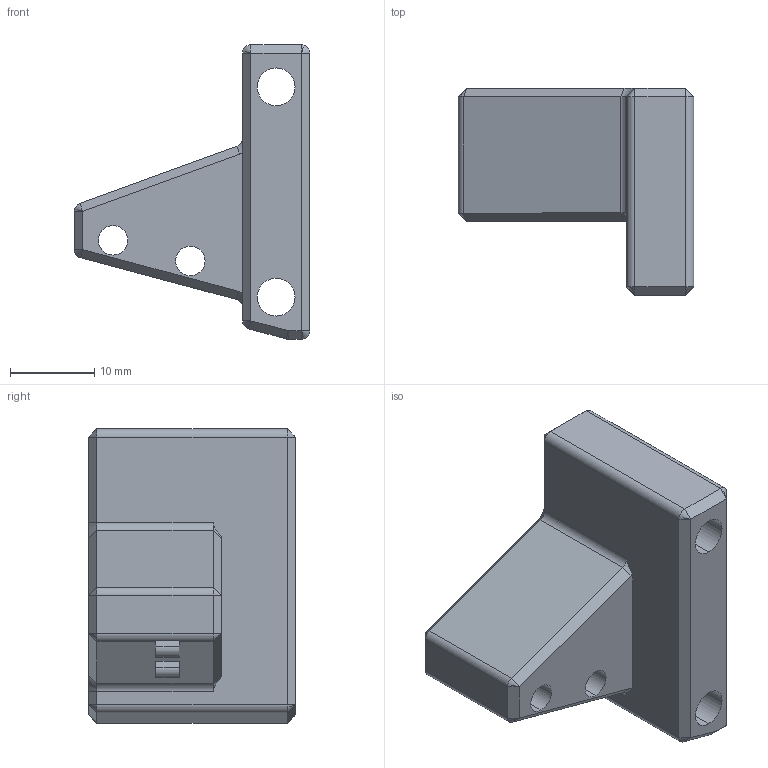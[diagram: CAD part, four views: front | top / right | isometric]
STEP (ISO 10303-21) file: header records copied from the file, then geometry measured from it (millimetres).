
FILE_DESCRIPTION (( 'STEP AP203' ), '1' );
FILE_NAME ('Endswitch mount.STEP', '2021-07-18T09:45:05', ( '' ), ( '' ), 'SwSTEP 2.0', 'SolidWorks 2020', '' );
FILE_SCHEMA (( 'CONFIG_CONTROL_DESIGN' ));
Length unit declared in the file: millimetre
Products named in the file (1): Endswitch mount
Bounding box: 28 x 24.6 x 35 mm (x, y, z)
Volume: 9291.3 mm3; surface area: 4473.9 mm2
Topology: 1 solids, 1 shells, 81 faces, 200 edges, 108 vertices
Faces by surface type: plane 38, cylinder 25, cone 18
Entity records: 2343 total; most frequent: DIRECTION 404, CARTESIAN_POINT 390, ORIENTED_EDGE 372, EDGE_CURVE 186, AXIS2_PLACEMENT_3D 138, LINE 128, VECTOR 128, VERTEX_POINT 108
